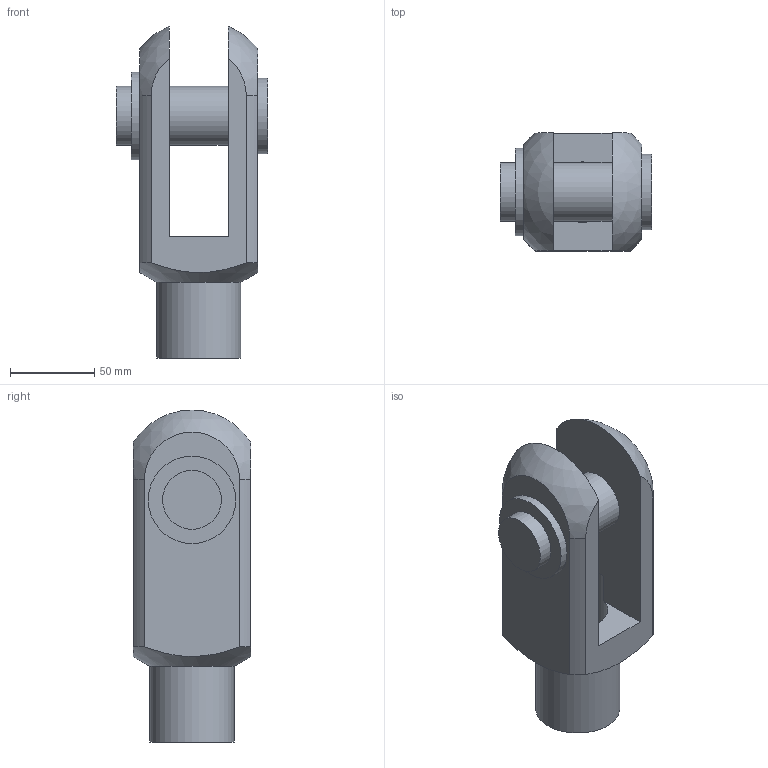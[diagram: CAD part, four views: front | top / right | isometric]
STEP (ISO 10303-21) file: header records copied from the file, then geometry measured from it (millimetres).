
FILE_DESCRIPTION(/* description */ ('DOUBLE ROD CLEVIS'),/* implementation_level */ '2;1');
FILE_NAME(/* name */ 'GKM35-54.stp',/* time_stamp */ '2018-10-04T15:12:26+10:00',/* author */ ('dwon'),/* organization */ (''),/* preprocessor_version */ 'ST-DEVELOPER v16.13',/* originating_system */ 'Autodesk Inventor 2018',/* authorisation */ '');
FILE_SCHEMA (('AUTOMOTIVE_DESIGN { 1 0 10303 214 3 1 1 }'));
Length unit declared in the file: millimetre
Products named in the file (1): GKM35-54
Bounding box: 90 x 70 x 197.46 mm (x, y, z)
Volume: 462733.8 mm3; surface area: 70710 mm2
Topology: 1 solids, 1 shells, 28 faces, 71 edges, 47 vertices
Faces by surface type: plane 14, cylinder 10, cone 2, sphere 2
Full cylindrical faces by diameter (mm): 35 x2, 36 x1, 45 x1, 50 x1, 52 x1
Entity records: 851 total; most frequent: CARTESIAN_POINT 149, DIRECTION 146, ORIENTED_EDGE 124, EDGE_CURVE 62, AXIS2_PLACEMENT_3D 61, VERTEX_POINT 46, EDGE_LOOP 42, CIRCLE 32
